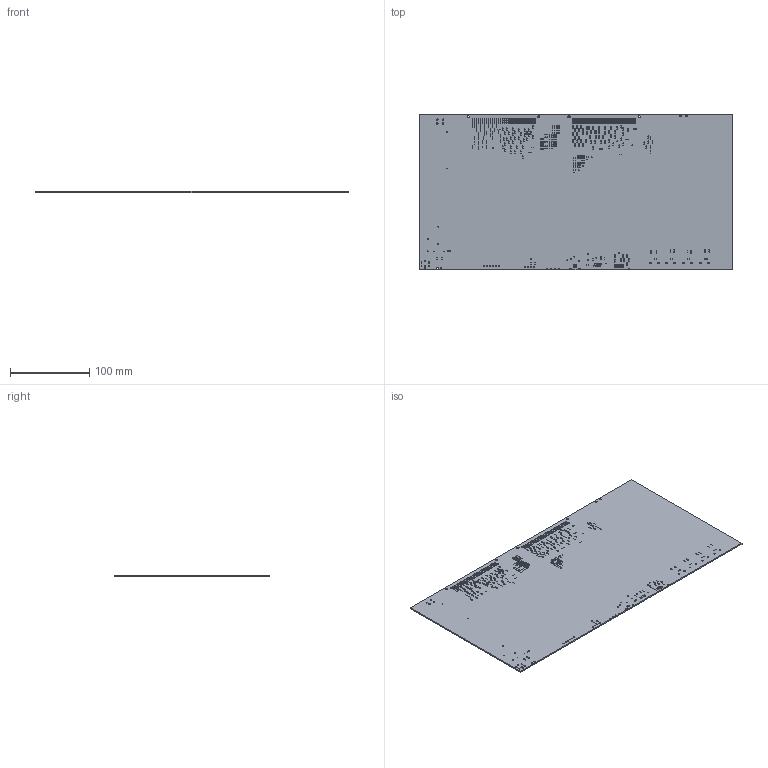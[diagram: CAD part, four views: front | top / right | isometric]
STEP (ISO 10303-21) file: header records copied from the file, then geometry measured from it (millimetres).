
FILE_DESCRIPTION(('KiCad electronic assembly'),'2;1');
FILE_NAME('Interconnect.step','2023-01-12T21:09:00',('Pcbnew'),('Kicad') ,'Open CASCADE STEP processor 7.5','KiCad to STEP converter','Unknown' );
FILE_SCHEMA(('AUTOMOTIVE_DESIGN { 1 0 10303 214 1 1 1 1 }'));
Length unit declared in the file: millimetre
Products named in the file (2): Interconnect 1; _autosave-Interconnect PCB
Assembly tree (1 placements, depth 2):
  Interconnect 1
    _autosave-Interconnect PCB
Bounding box: 396.49 x 196.6 x 1.6 mm (x, y, z)
Volume: 123694.9 mm3; surface area: 160261.2 mm2
Topology: 1 solids, 1 shells, 742 faces, 2220 edges, 1480 vertices
Faces by surface type: cylinder 722, plane 20
Full cylindrical faces by diameter (mm): 0.76 x8, 0.8 x2, 0.89 x8, 0.9 x2, 0.92 x4, 1 x626, 1.1 x14, 1.2 x2, 1.3 x8, 1.35 x6, 1.397 x4, 1.5 x1, 1.7 x1, 1.9 x8, 2.01 x8, 2.8 x4
Entity records: 61955 total; most frequent: CARTESIAN_POINT 17564, DIRECTION 8132, ORIENTED_EDGE 4440, PCURVE 4440, DEFINITIONAL_REPRESENTATION 4440, LINE 3756, VECTOR 3756, EDGE_CURVE 2220
